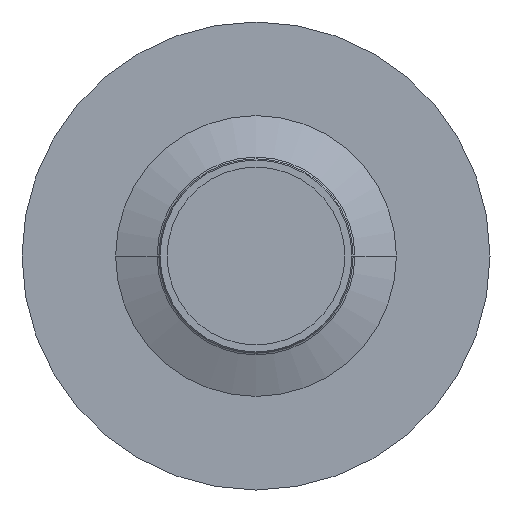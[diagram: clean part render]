
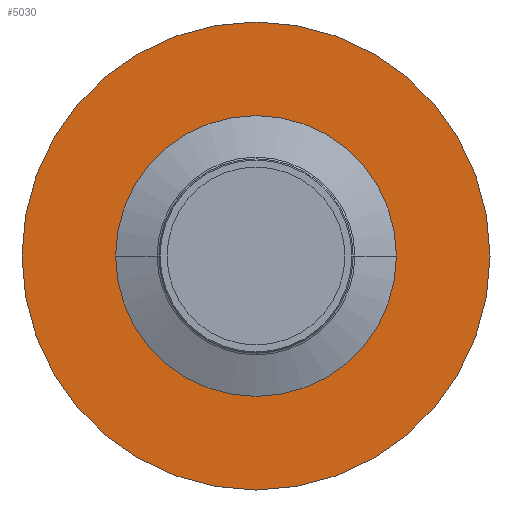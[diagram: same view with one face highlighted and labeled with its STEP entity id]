
A CAD part, left-side view. The second image highlights one B-rep face of the part: STEP entity #5030.
In plain terms, the highlighted planar face has unit normal (-1, 0, 0).
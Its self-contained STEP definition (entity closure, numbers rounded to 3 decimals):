
#4680=CARTESIAN_POINT('',(14.635,35.353,0.));
#4690=DIRECTION('',(-1.,0.,0.));
#4700=DIRECTION('',(0.,1.,0.));
#4710=AXIS2_PLACEMENT_3D('',#4680,#4690,#4700);
#4720=PLANE('',#4710);
#4730=CARTESIAN_POINT('',(14.635,-12.297,0.));
#4740=DIRECTION('',(-1.,0.,0.));
#4750=DIRECTION('',(0.,1.,0.));
#4760=AXIS2_PLACEMENT_3D('',#4730,#4740,#4750);
#4770=CIRCLE('',#4760,30.);
#4780=CARTESIAN_POINT('',(14.635,-42.297,
0.));
#4790=VERTEX_POINT('',#4780);
#4800=CARTESIAN_POINT('',(14.635,17.703,0.));
#4810=VERTEX_POINT('',#4800);
#4820=EDGE_CURVE('',#4790,#4810,#4770,.T.);
#4830=ORIENTED_EDGE('',*,*,#4820,.F.);
#4840=EDGE_CURVE('',#4810,#4790,#4770,.T.);
#4850=ORIENTED_EDGE('',*,*,#4840,.F.);
#4860=EDGE_LOOP('',(#4850,#4830));
#4870=FACE_BOUND('',#4860,.T.);
#4880=CARTESIAN_POINT('',(14.635,-12.297,0.));
#4890=DIRECTION('',(1.,0.,0.));
#4900=DIRECTION('',(0.,1.,0.));
#4910=AXIS2_PLACEMENT_3D('',#4880,#4890,#4900);
#4920=CIRCLE('',#4910,50.);
#4930=CARTESIAN_POINT('',(14.635,37.703,0.));
#4940=VERTEX_POINT('',#4930);
#4950=CARTESIAN_POINT('',(14.635,-62.297,
0.));
#4960=VERTEX_POINT('',#4950);
#4970=EDGE_CURVE('',#4940,#4960,#4920,.T.);
#4980=ORIENTED_EDGE('',*,*,#4970,.F.);
#4990=EDGE_CURVE('',#4960,#4940,#4920,.T.);
#5000=ORIENTED_EDGE('',*,*,#4990,.F.);
#5010=EDGE_LOOP('',(#5000,#4980));
#5020=FACE_OUTER_BOUND('',#5010,.T.);
#5030=ADVANCED_FACE('',(#4870,#5020),#4720,.T.);
